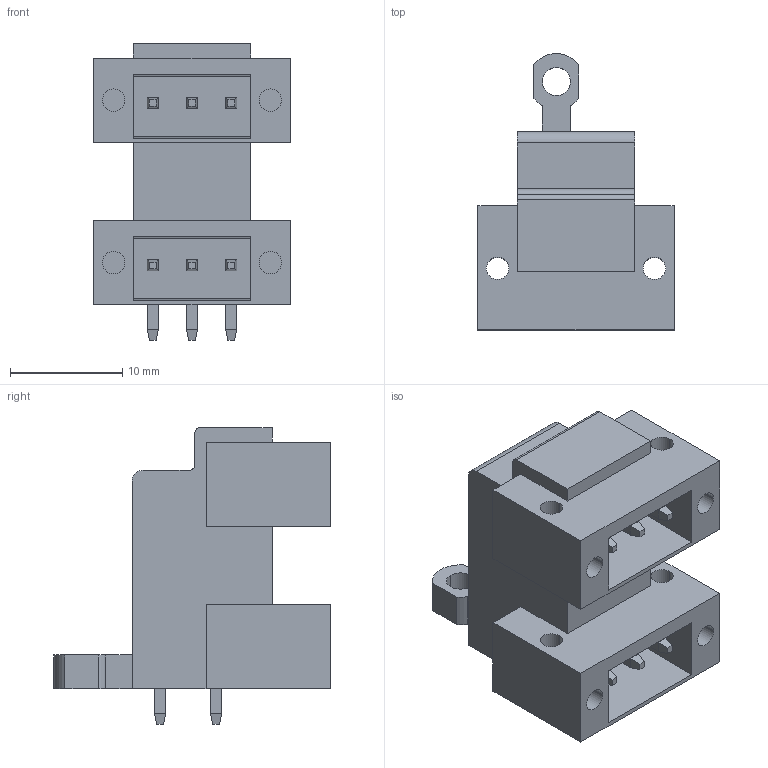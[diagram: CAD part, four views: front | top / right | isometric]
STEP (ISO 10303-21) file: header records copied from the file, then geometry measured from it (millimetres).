
FILE_DESCRIPTION(('CATIA V5 STEP Exchange','CAx-IF Rec.Pracs.--- Model Styling and Organization---1.2---2011-12-15'),'2;1');
FILE_NAME ('D1453964_0_1633820000_1633820000.stp','2018-11-10T05:50:15+00:00',('none'),('Weidmueller'),'CATIA Version 5-6 Release 2014','CATIA V5 STEP AP214','none');
FILE_SCHEMA(('AUTOMOTIVE_DESIGN { 1 0 10303 214 1 1 1 1 }'));
Length unit declared in the file: millimetre
Products named in the file (1): 1633820000
Bounding box: 17.5 x 24.7 x 26.5 mm (x, y, z)
Volume: 3852.7 mm3; surface area: 4022.7 mm2
Topology: 7 solids, 7 shells, 198 faces, 486 edges, 308 vertices
Faces by surface type: plane 173, cylinder 25
Entity records: 5236 total; most frequent: ORIENTED_EDGE 972, CARTESIAN_POINT 948, DIRECTION 648, EDGE_CURVE 486, VECTOR 388, LINE 388, VERTEX_POINT 308, EDGE_LOOP 226
